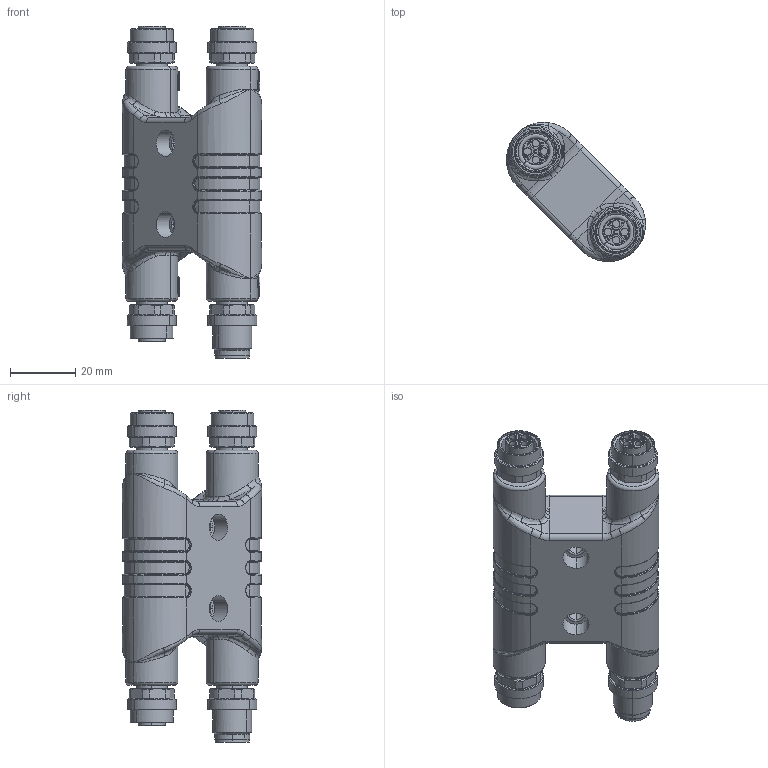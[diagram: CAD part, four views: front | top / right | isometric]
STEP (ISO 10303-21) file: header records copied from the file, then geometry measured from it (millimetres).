
FILE_DESCRIPTION(('CATIA V5 STEP Exchange','CAx-IF Rec.Pracs.--- Model Styling and Organization---1.4--- 2014-01-23'),'2;1');
FILE_NAME ('350285-3_0_2616350000_2616350000.stp','2020-11-24T07:51:27+00:00',('none'),('Weidmueller'),'CATIA Version 5-6 Release 2016 SP3 HF44','CATIA V5 STEP AP214','none');
FILE_SCHEMA(('AUTOMOTIVE_DESIGN { 1 0 10303 214 1 1 1 1 }'));
Length unit declared in the file: millimetre
Products named in the file (1): 2616350000
Bounding box: 42.77 x 42.77 x 102.1 mm (x, y, z)
Volume: 60856.8 mm3; surface area: 19164.1 mm2
Topology: 9 solids, 9 shells, 1102 faces, 2818 edges, 1770 vertices
Faces by surface type: cylinder 317, plane 309, torus 178, cone 106, extrusion 99, bspline 77, sphere 16
Entity records: 36424 total; most frequent: CARTESIAN_POINT 12065, ORIENTED_EDGE 5572, DIRECTION 3939, EDGE_CURVE 2786, AXIS2_PLACEMENT_3D 1866, VERTEX_POINT 1770, EDGE_LOOP 1182, VECTOR 1168
